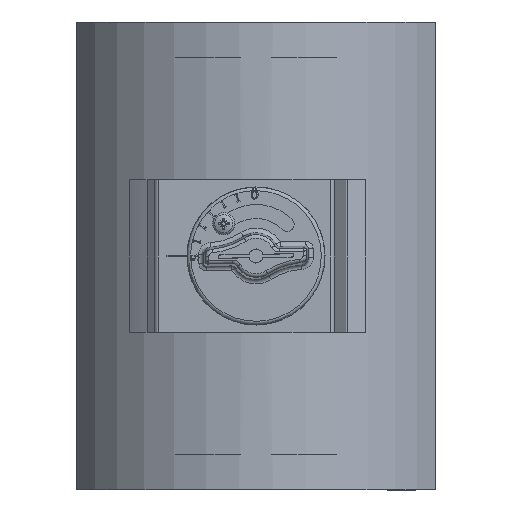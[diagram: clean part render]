
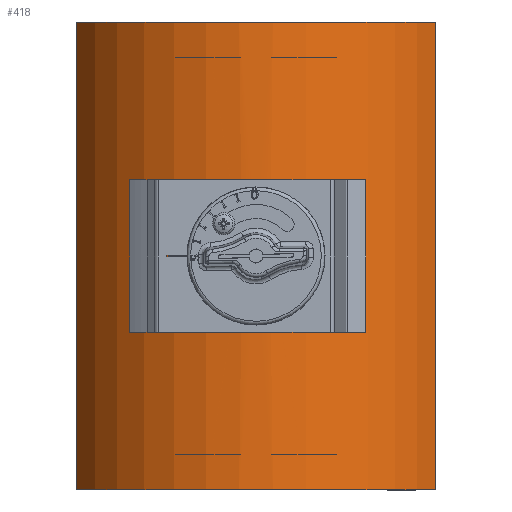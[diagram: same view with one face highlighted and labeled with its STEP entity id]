
A CAD part, left-side view. The second image highlights one B-rep face of the part: STEP entity #418.
In plain terms, the highlighted cylindrical face has radius 86.9 mm (diameter 173.8 mm), a partial arc.
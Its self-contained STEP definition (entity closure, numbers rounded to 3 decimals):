
#219=CARTESIAN_POINT('',(-86.9,0.,6.));
#220=VERTEX_POINT('',#219);
#228=CARTESIAN_POINT('',(-86.9,0.,6.));
#229=CARTESIAN_POINT('',(-86.9,-1.733,6.));
#230=CARTESIAN_POINT('',(-86.839,-3.45,5.215));
#231=CARTESIAN_POINT('',(-86.779,-4.577,3.908));
#232=CARTESIAN_POINT('',(-86.72,-5.695,2.611));
#233=CARTESIAN_POINT('',(-86.678,-6.215,0.822));
#234=CARTESIAN_POINT('',(-86.695,-5.967,-0.869));
#235=CARTESIAN_POINT('',(-86.712,-5.718,-2.561));
#236=CARTESIAN_POINT('',(-86.785,-4.705,-4.126));
#237=CARTESIAN_POINT('',(-86.839,-3.259,-5.049));
#238=CARTESIAN_POINT('',(-86.893,-1.825,-5.965));
#239=CARTESIAN_POINT('',(-86.915,0.01,-6.235));
#240=CARTESIAN_POINT('',(-86.884,1.649,-5.772));
#241=CARTESIAN_POINT('',(-86.853,3.311,-5.302));
#242=CARTESIAN_POINT('',(-86.774,4.742,-4.087));
#243=CARTESIAN_POINT('',(-86.728,5.469,-2.53));
#244=CARTESIAN_POINT('',(-86.682,6.188,-0.989));
#245=CARTESIAN_POINT('',(-86.681,6.207,0.861));
#246=CARTESIAN_POINT('',(-86.725,5.52,2.417));
#247=CARTESIAN_POINT('',(-86.768,4.829,3.98));
#248=CARTESIAN_POINT('',(-86.848,3.436,5.22));
#249=CARTESIAN_POINT('',(-86.881,1.796,5.728));
#250=CARTESIAN_POINT('',(-86.893,1.216,5.908));
#251=CARTESIAN_POINT('',(-86.9,0.608,6.));
#252=CARTESIAN_POINT('',(-86.9,0.,6.));
#253=B_SPLINE_CURVE_WITH_KNOTS('',3,(#228,#229,#230,#231,#232,#233,#234,#235,#236,#237,#238,#239,#240,#241,#242,#243,#244,#245,#246,#247,#248,#249,#250,#251,#252),.UNSPECIFIED.,.T.,.U.,(4,3,3,3,3,3,3,3,4),(-3.142,-2.28,-1.425,-0.571,0.277,1.135,1.985,2.839,3.142),.UNSPECIFIED.);
#254=EDGE_CURVE('',#220,#220,#253,.T.);
#276=CARTESIAN_POINT('',(-40.67,76.795,100.0));
#277=VERTEX_POINT('',#276);
#284=CARTESIAN_POINT('',(-40.67,-76.795,100.0));
#285=VERTEX_POINT('',#284);
#286=CARTESIAN_POINT('',(0.,0.,100.));
#287=DIRECTION('',(0.,0.,1.0));
#288=DIRECTION('',(-0.468,0.884,0.));
#289=AXIS2_PLACEMENT_3D('',#286,#287,#288);
#290=CIRCLE('',#289,86.9);
#291=EDGE_CURVE('',#277,#285,#290,.T.);
#315=CARTESIAN_POINT('',(-40.67,76.795,-100.0));
#316=VERTEX_POINT('',#315);
#323=CARTESIAN_POINT('',(-40.67,76.795,-100.0));
#324=DIRECTION('',(0.0,0.0,1.0));
#325=VECTOR('',#324,200.0);
#326=LINE('',#323,#325);
#327=EDGE_CURVE('',#316,#277,#326,.T.);
#347=CARTESIAN_POINT('',(-40.67,-76.795,-100.));
#348=VERTEX_POINT('',#347);
#355=CARTESIAN_POINT('',(0.,0.,-100.));
#356=DIRECTION('',(0.,0.,1.0));
#357=DIRECTION('',(-0.468,0.884,0.));
#358=AXIS2_PLACEMENT_3D('',#355,#356,#357);
#359=CIRCLE('',#358,86.9);
#360=EDGE_CURVE('',#316,#348,#359,.T.);
#378=CARTESIAN_POINT('',(-40.67,-76.795,-100.));
#379=DIRECTION('',(0.0,0.0,1.0));
#380=VECTOR('',#379,200.0);
#381=LINE('',#378,#380);
#382=EDGE_CURVE('',#348,#285,#381,.T.);
#404=CARTESIAN_POINT('',(0.0,0.,0.));
#405=DIRECTION('',(0.,0.,1.0));
#406=DIRECTION('',(-0.468,0.884,0.));
#407=AXIS2_PLACEMENT_3D('',#404,#405,#406);
#408=CYLINDRICAL_SURFACE('',#407,86.9);
#409=ORIENTED_EDGE('',*,*,#254,.T.);
#410=EDGE_LOOP('',(#409));
#411=FACE_OUTER_BOUND('',#410,.T.);
#412=ORIENTED_EDGE('',*,*,#382,.T.);
#413=ORIENTED_EDGE('',*,*,#291,.F.);
#414=ORIENTED_EDGE('',*,*,#327,.F.);
#415=ORIENTED_EDGE('',*,*,#360,.T.);
#416=EDGE_LOOP('',(#412,#413,#414,#415));
#417=FACE_BOUND('',#416,.T.);
#418=ADVANCED_FACE('',(#411,#417),#408,.T.);
